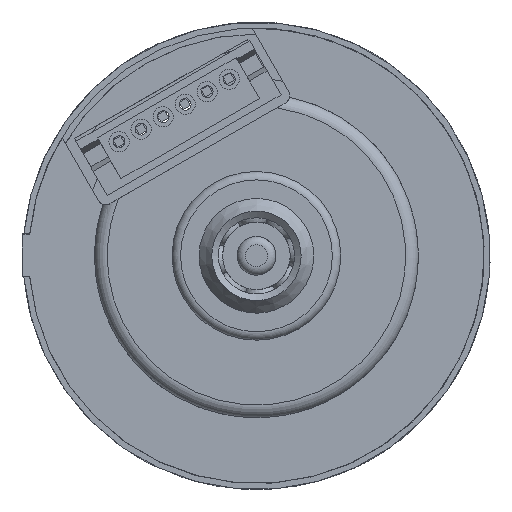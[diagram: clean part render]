
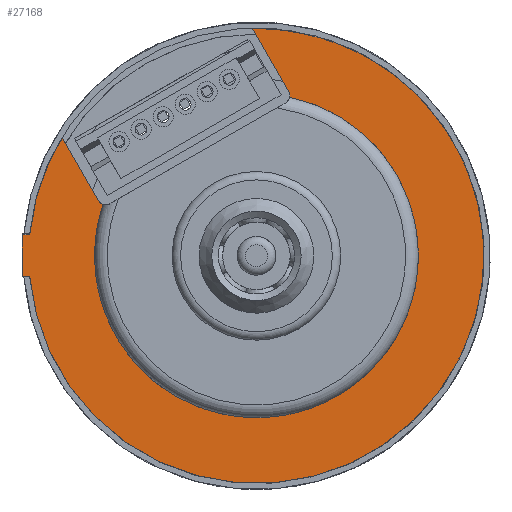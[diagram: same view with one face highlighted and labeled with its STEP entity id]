
A CAD part, left-side view. The second image highlights one B-rep face of the part: STEP entity #27168.
In plain terms, the highlighted planar face has unit normal (-1, 0, 0).
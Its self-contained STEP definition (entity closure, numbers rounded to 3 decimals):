
#3186=LINE('',#57661,#4742);
#3187=LINE('',#57665,#4743);
#3188=LINE('',#57669,#4744);
#3189=LINE('',#57673,#4745);
#4742=VECTOR('',#35874,1000.);
#4743=VECTOR('',#35877,1000.);
#4744=VECTOR('',#35880,1000.);
#4745=VECTOR('',#35883,1000.);
#5853=PLANE('',#29610);
#13399=ORIENTED_EDGE('',*,*,#17259,.F.);
#13400=ORIENTED_EDGE('',*,*,#17273,.F.);
#13401=ORIENTED_EDGE('',*,*,#17274,.F.);
#13402=ORIENTED_EDGE('',*,*,#17275,.F.);
#13403=ORIENTED_EDGE('',*,*,#17276,.F.);
#13404=ORIENTED_EDGE('',*,*,#17277,.F.);
#13405=ORIENTED_EDGE('',*,*,#17278,.F.);
#13406=ORIENTED_EDGE('',*,*,#17279,.F.);
#13407=ORIENTED_EDGE('',*,*,#17280,.F.);
#13408=ORIENTED_EDGE('',*,*,#17266,.T.);
#17259=EDGE_CURVE('',#19701,#19702,#20780,.F.);
#17266=EDGE_CURVE('',#19708,#19702,#20782,.F.);
#17273=EDGE_CURVE('',#19713,#19701,#3186,.T.);
#17274=EDGE_CURVE('',#19714,#19713,#20785,.F.);
#17275=EDGE_CURVE('',#19715,#19714,#3187,.T.);
#17276=EDGE_CURVE('',#19716,#19715,#20786,.F.);
#17277=EDGE_CURVE('',#19717,#19716,#3188,.T.);
#17278=EDGE_CURVE('',#19718,#19717,#20787,.F.);
#17279=EDGE_CURVE('',#19719,#19718,#3189,.T.);
#17280=EDGE_CURVE('',#19708,#19719,#20788,.F.);
#19701=VERTEX_POINT('',#57615);
#19702=VERTEX_POINT('',#57616);
#19708=VERTEX_POINT('',#57638);
#19713=VERTEX_POINT('',#57662);
#19714=VERTEX_POINT('',#57664);
#19715=VERTEX_POINT('',#57666);
#19716=VERTEX_POINT('',#57668);
#19717=VERTEX_POINT('',#57670);
#19718=VERTEX_POINT('',#57672);
#19719=VERTEX_POINT('',#57674);
#20780=CIRCLE('',#29603,0.5);
#20782=CIRCLE('',#29606,9.6);
#20785=CIRCLE('',#29611,13.5);
#20786=CIRCLE('',#29612,13.9);
#20787=CIRCLE('',#29613,13.5);
#20788=CIRCLE('',#29614,0.5);
#22430=EDGE_LOOP('',(#13399,#13400,#13401,#13402,#13403,#13404,#13405,#13406,
#13407,#13408));
#24090=FACE_BOUND('',#22430,.T.);
#27168=ADVANCED_FACE('',(#24090),#5853,.F.);
#29603=AXIS2_PLACEMENT_3D('',#57614,#35854,#35855);
#29606=AXIS2_PLACEMENT_3D('',#57637,#35863,#35864);
#29610=AXIS2_PLACEMENT_3D('',#57660,#35872,#35873);
#29611=AXIS2_PLACEMENT_3D('',#57663,#35875,#35876);
#29612=AXIS2_PLACEMENT_3D('',#57667,#35878,#35879);
#29613=AXIS2_PLACEMENT_3D('',#57671,#35881,#35882);
#29614=AXIS2_PLACEMENT_3D('',#57675,#35884,#35885);
#35854=DIRECTION('',(1.,0.,0.));
#35855=DIRECTION('',(0.,0.,-1.));
#35863=DIRECTION('',(-1.,0.,0.));
#35864=DIRECTION('',(0.,0.,1.));
#35872=DIRECTION('',(1.,0.,0.));
#35873=DIRECTION('',(0.,0.,-1.));
#35874=DIRECTION('',(0.,-0.5,-0.866));
#35875=DIRECTION('',(-1.,0.,0.));
#35876=DIRECTION('',(0.,0.,1.));
#35877=DIRECTION('',(0.,-1.,0.));
#35878=DIRECTION('',(-1.,0.,0.));
#35879=DIRECTION('',(0.,0.,1.));
#35880=DIRECTION('',(0.,1.,0.));
#35881=DIRECTION('',(-1.,0.,0.));
#35882=DIRECTION('',(0.,0.,1.));
#35883=DIRECTION('',(0.,0.5,0.866));
#35884=DIRECTION('',(1.,0.,0.));
#35885=DIRECTION('',(0.,0.,-1.));
#57614=CARTESIAN_POINT('',(3.25,8.946,3.495));
#57615=CARTESIAN_POINT('',(3.25,9.379,3.245));
#57616=CARTESIAN_POINT('',(3.25,9.112,3.023));
#57637=CARTESIAN_POINT('',(3.25,0.,0.));
#57638=CARTESIAN_POINT('',(3.25,-1.937,9.402));
#57660=CARTESIAN_POINT('',(3.25,-13.664,13.662));
#57661=CARTESIAN_POINT('',(3.25,9.379,3.245));
#57662=CARTESIAN_POINT('',(3.25,11.545,6.997));
#57663=CARTESIAN_POINT('',(3.25,0.,0.));
#57664=CARTESIAN_POINT('',(3.25,13.442,1.25));
#57665=CARTESIAN_POINT('',(3.25,13.442,1.25));
#57666=CARTESIAN_POINT('',(3.25,13.844,1.25));
#57667=CARTESIAN_POINT('',(3.25,0.,0.));
#57668=CARTESIAN_POINT('',(3.25,13.844,-1.25));
#57669=CARTESIAN_POINT('',(3.25,-13.664,-1.25));
#57670=CARTESIAN_POINT('',(3.25,13.442,-1.25));
#57671=CARTESIAN_POINT('',(3.25,0.,0.));
#57672=CARTESIAN_POINT('',(3.25,0.287,13.497));
#57673=CARTESIAN_POINT('',(3.25,0.287,13.497));
#57674=CARTESIAN_POINT('',(3.25,-1.879,9.745));
#57675=CARTESIAN_POINT('',(3.25,-1.446,9.495));
